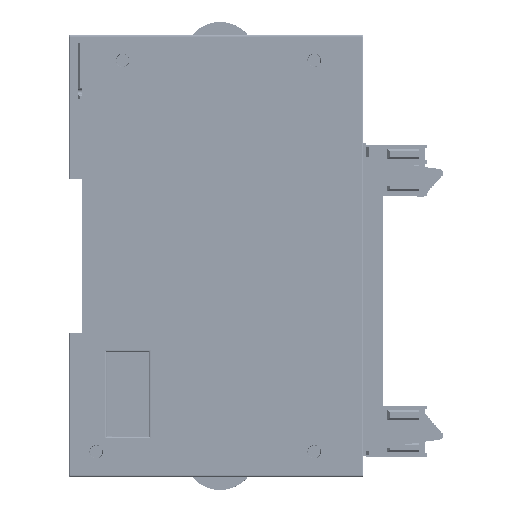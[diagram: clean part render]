
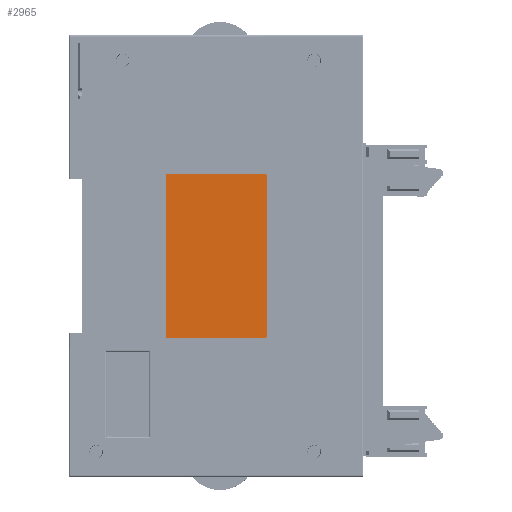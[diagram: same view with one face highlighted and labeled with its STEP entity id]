
A CAD part, left-side view. The second image highlights one B-rep face of the part: STEP entity #2965.
In plain terms, the highlighted planar face has unit normal (-1, 0, 0).
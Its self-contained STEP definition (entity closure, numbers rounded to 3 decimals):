
#801=(
BOUNDED_CURVE()
B_SPLINE_CURVE(2,(#432048,#432049,#432050),.UNSPECIFIED.,.F.,.F.)
B_SPLINE_CURVE_WITH_KNOTS((3,3),(0.,1.),.UNSPECIFIED.)
CURVE()
GEOMETRIC_REPRESENTATION_ITEM()
RATIONAL_B_SPLINE_CURVE((1.,0.707,1.))
REPRESENTATION_ITEM('')
);
#803=(
BOUNDED_CURVE()
B_SPLINE_CURVE(2,(#432064,#432065,#432066),.UNSPECIFIED.,.F.,.F.)
B_SPLINE_CURVE_WITH_KNOTS((3,3),(0.,1.),.UNSPECIFIED.)
CURVE()
GEOMETRIC_REPRESENTATION_ITEM()
RATIONAL_B_SPLINE_CURVE((1.,0.707,1.))
REPRESENTATION_ITEM('')
);
#826=(
BOUNDED_CURVE()
B_SPLINE_CURVE(2,(#432288,#432289,#432290),.UNSPECIFIED.,.F.,.F.)
B_SPLINE_CURVE_WITH_KNOTS((3,3),(0.,1.),.UNSPECIFIED.)
CURVE()
GEOMETRIC_REPRESENTATION_ITEM()
RATIONAL_B_SPLINE_CURVE((1.,0.707,1.))
REPRESENTATION_ITEM('')
);
#828=(
BOUNDED_CURVE()
B_SPLINE_CURVE(2,(#432304,#432305,#432306),.UNSPECIFIED.,.F.,.F.)
B_SPLINE_CURVE_WITH_KNOTS((3,3),(0.,1.),.UNSPECIFIED.)
CURVE()
GEOMETRIC_REPRESENTATION_ITEM()
RATIONAL_B_SPLINE_CURVE((1.,0.707,1.))
REPRESENTATION_ITEM('')
);
#2965=ADVANCED_FACE('',(#6317),#251546,.T.);
#6317=FACE_OUTER_BOUND('',#9601,.T.);
#9601=EDGE_LOOP('',(#70442,#70443,#70444,#70445,#70446,#70447,#70448,#70449));
#70442=ORIENTED_EDGE('',*,*,#132622,.F.);
#70443=ORIENTED_EDGE('',*,*,#131867,.F.);
#70444=ORIENTED_EDGE('',*,*,#131871,.F.);
#70445=ORIENTED_EDGE('',*,*,#131874,.F.);
#70446=ORIENTED_EDGE('',*,*,#132619,.F.);
#70447=ORIENTED_EDGE('',*,*,#131951,.F.);
#70448=ORIENTED_EDGE('',*,*,#131955,.F.);
#70449=ORIENTED_EDGE('',*,*,#131958,.F.);
#131867=EDGE_CURVE('',#247814,#247815,#801,.T.);
#131871=EDGE_CURVE('',#247816,#247814,#190276,.T.);
#131874=EDGE_CURVE('',#247817,#247816,#803,.T.);
#131951=EDGE_CURVE('',#247842,#247843,#826,.T.);
#131955=EDGE_CURVE('',#247844,#247842,#190335,.T.);
#131958=EDGE_CURVE('',#247845,#247844,#828,.T.);
#132619=EDGE_CURVE('',#247843,#247817,#190977,.T.);
#132622=EDGE_CURVE('',#247815,#247845,#190980,.T.);
#190276=B_SPLINE_CURVE_WITH_KNOTS('',1,(#432058,#432059),.UNSPECIFIED.,
 .F.,.F.,(2,2),(0.,23.),.UNSPECIFIED.);
#190335=B_SPLINE_CURVE_WITH_KNOTS('',1,(#432298,#432299),.UNSPECIFIED.,
 .F.,.F.,(2,2),(0.,23.),.UNSPECIFIED.);
#190977=B_SPLINE_CURVE_WITH_KNOTS('',1,(#433709,#433710),.UNSPECIFIED.,
 .F.,.F.,(2,2),(0.,38.),.UNSPECIFIED.);
#190980=B_SPLINE_CURVE_WITH_KNOTS('',1,(#433715,#433716),.UNSPECIFIED.,
 .F.,.F.,(2,2),(0.,38.),.UNSPECIFIED.);
#247814=VERTEX_POINT('',#421940);
#247815=VERTEX_POINT('',#421941);
#247816=VERTEX_POINT('',#421942);
#247817=VERTEX_POINT('',#421943);
#247842=VERTEX_POINT('',#421968);
#247843=VERTEX_POINT('',#421969);
#247844=VERTEX_POINT('',#421970);
#247845=VERTEX_POINT('',#421971);
#251546=PLANE('',#254442);
#254442=AXIS2_PLACEMENT_3D('',#418386,#257349,$);
#257349=DIRECTION('',(-1.,0.,0.));
#418386=CARTESIAN_POINT('',(-140.627,-75.951,-55.389));
#421940=CARTESIAN_POINT('',(-140.627,-101.863,-12.477));
#421941=CARTESIAN_POINT('',(-140.627,-102.363,-12.977));
#421942=CARTESIAN_POINT('',(-140.627,-78.863,-12.477));
#421943=CARTESIAN_POINT('',(-140.627,-78.363,-12.977));
#421968=CARTESIAN_POINT('',(-140.627,-78.863,-51.477));
#421969=CARTESIAN_POINT('',(-140.627,-78.363,-50.977));
#421970=CARTESIAN_POINT('',(-140.627,-101.863,-51.477));
#421971=CARTESIAN_POINT('',(-140.627,-102.363,-50.977));
#432048=CARTESIAN_POINT('',(-140.627,-101.863,-12.477));
#432049=CARTESIAN_POINT('',(-140.627,-102.363,-12.477));
#432050=CARTESIAN_POINT('',(-140.627,-102.363,-12.977));
#432058=CARTESIAN_POINT('',(-140.627,-78.863,-12.477));
#432059=CARTESIAN_POINT('',(-140.627,-101.863,-12.477));
#432064=CARTESIAN_POINT('',(-140.627,-78.363,-12.977));
#432065=CARTESIAN_POINT('',(-140.627,-78.363,-12.477));
#432066=CARTESIAN_POINT('',(-140.627,-78.863,-12.477));
#432288=CARTESIAN_POINT('',(-140.627,-78.863,-51.477));
#432289=CARTESIAN_POINT('',(-140.627,-78.363,-51.477));
#432290=CARTESIAN_POINT('',(-140.627,-78.363,-50.977));
#432298=CARTESIAN_POINT('',(-140.627,-101.863,-51.477));
#432299=CARTESIAN_POINT('',(-140.627,-78.863,-51.477));
#432304=CARTESIAN_POINT('',(-140.627,-102.363,-50.977));
#432305=CARTESIAN_POINT('',(-140.627,-102.363,-51.477));
#432306=CARTESIAN_POINT('',(-140.627,-101.863,-51.477));
#433709=CARTESIAN_POINT('',(-140.627,-78.363,-50.977));
#433710=CARTESIAN_POINT('',(-140.627,-78.363,-12.977));
#433715=CARTESIAN_POINT('',(-140.627,-102.363,-12.977));
#433716=CARTESIAN_POINT('',(-140.627,-102.363,-50.977));
